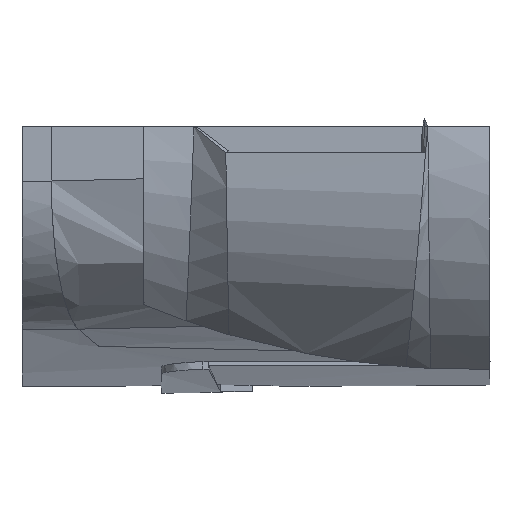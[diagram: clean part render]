
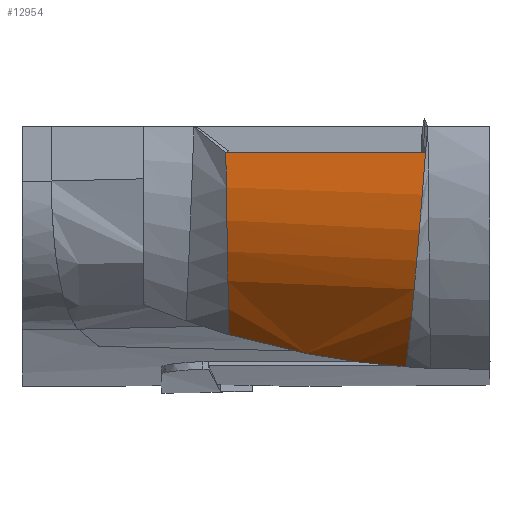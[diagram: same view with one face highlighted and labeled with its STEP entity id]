
A CAD part, left-side view. The second image highlights one B-rep face of the part: STEP entity #12954.
In plain terms, the highlighted free-form (B-spline) face has degree [3, 3] with [4, 7] control points.
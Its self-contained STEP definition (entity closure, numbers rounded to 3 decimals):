
#240 = CARTESIAN_POINT ( 'NONE',  ( -958.498, 1611.792, -74.547 ) ) ;
#379 = CARTESIAN_POINT ( 'NONE',  ( -1099.339, 1689.954, 93.142 ) ) ;
#383 = CARTESIAN_POINT ( 'NONE',  ( -937.385, 1454.391, -94.695 ) ) ;
#598 = CARTESIAN_POINT ( 'NONE',  ( -1098.422, 1428.786, 187.043 ) ) ;
#678 = CARTESIAN_POINT ( 'NONE',  ( -1099.345, 1691.624, 93.329 ) ) ;
#816 = CARTESIAN_POINT ( 'NONE',  ( -1098.422, 1428.786, 187.043 ) ) ;
#831 = CARTESIAN_POINT ( 'NONE',  ( -1057.535, 1690.151, 13.668 ) ) ;
#980 = CARTESIAN_POINT ( 'NONE',  ( -1049.008, 1528.234, -14.78 ) ) ;
#2147 = CARTESIAN_POINT ( 'NONE',  ( -1098.423, 1603.825, 187.044 ) ) ;
#2635 = CARTESIAN_POINT ( 'NONE',  ( -946.724, 1534.199, -88.651 ) ) ;
#2746 = EDGE_CURVE ( 'NONE', #3997, #26975, #4085, .T. ) ;
#2784 = CARTESIAN_POINT ( 'NONE',  ( -1052.409, 1609.136, -3.41 ) ) ;
#3997 = VERTEX_POINT ( 'NONE', #19771 ) ;
#4085 = B_SPLINE_CURVE_WITH_KNOTS ( 'NONE', 3,
 ( #14506, #5139, #17078, #7852 ),
 .UNSPECIFIED., .F., .F.,
 ( 4, 4 ),
 ( 0., 1. ),
 .UNSPECIFIED. ) ;
#4766 = CARTESIAN_POINT ( 'NONE',  ( -972.708, 1687.171, -52.382 ) ) ;
#5055 = CARTESIAN_POINT ( 'NONE',  ( -1098.423, 1603.825, 187.044 ) ) ;
#5117 = CARTESIAN_POINT ( 'NONE',  ( -1098.422, 1428.786, 187.043 ) ) ;
#5139 = CARTESIAN_POINT ( 'NONE',  ( -1099.339, 1689.954, 93.142 ) ) ;
#5357 = CARTESIAN_POINT ( 'NONE',  ( -1099.348, 1692.458, 93.422 ) ) ;
#5503 = CARTESIAN_POINT ( 'NONE',  ( -1099.574, 1522.269, 77.118 ) ) ;
#6260 = ORIENTED_EDGE ( 'NONE', *, *, #2746, .F. ) ;
#6822 = CARTESIAN_POINT ( 'NONE',  ( -1098.423, 1691.346, 187.044 ) ) ;
#7307 = CARTESIAN_POINT ( 'NONE',  ( -1047.23, 1445.855, -20.777 ) ) ;
#7469 = CARTESIAN_POINT ( 'NONE',  ( -972.992, 1688.678, -51.939 ) ) ;
#7852 = CARTESIAN_POINT ( 'NONE',  ( -972.708, 1687.171, -52.382 ) ) ;
#8069 = CARTESIAN_POINT ( 'NONE',  ( -972.708, 1687.171, -52.382 ) ) ;
#8930 = EDGE_CURVE ( 'NONE', #11310, #20873, #23815, .T. ) ;
#9455 = EDGE_LOOP ( 'NONE', ( #22291, #6260, #27464, #22733 ) ) ;
#9587 = CARTESIAN_POINT ( 'NONE',  ( -1098.423, 1692.221, 187.044 ) ) ;
#10024 = CARTESIAN_POINT ( 'NONE',  ( -1100.909, 1437.32, 73.136 ) ) ;
#10038 = CARTESIAN_POINT ( 'NONE',  ( -1057.485, 1689.357, 13.5 ) ) ;
#10184 = CARTESIAN_POINT ( 'NONE',  ( -973.135, 1689.432, -51.717 ) ) ;
#10547 = B_SPLINE_CURVE_WITH_KNOTS ( 'NONE', 3,
 ( #6822, #2147, #18021, #5117 ),
 .UNSPECIFIED., .F., .F.,
 ( 4, 4 ),
 ( -0.131, 0.131 ),
 .UNSPECIFIED. ) ;
#11310 = VERTEX_POINT ( 'NONE', #598 ) ;
#11848 = CARTESIAN_POINT ( 'NONE',  ( -1057.585, 1690.945, 13.835 ) ) ;
#12001 = CARTESIAN_POINT ( 'NONE',  ( -1098.423, 1516.305, 187.044 ) ) ;
#12954 = ADVANCED_FACE ( 'NONE', ( #16998 ), #13911, .T. ) ;
#13911 = B_SPLINE_SURFACE_WITH_KNOTS ( 'NONE', 3, 3, ( 
 ( #10184, #7469, #28034, #16696, #18965, #2635, #26067 ),
 ( #11848, #831, #10038, #14723, #2784, #980, #28488 ),
 ( #5357, #678, #28637, #379, #14574, #5503, #19116 ),
 ( #16547, #23953, #9587, #25766, #5055, #12001, #23501 ) ),
 .UNSPECIFIED., .F., .F., .F.,
 ( 4, 4 ),
 ( 4, 3, 4 ),
 ( 0., 1. ),
 ( 0.252, 0.257, 0.767 ),
 .UNSPECIFIED. ) ;
#14506 = CARTESIAN_POINT ( 'NONE',  ( -1098.423, 1691.346, 187.044 ) ) ;
#14574 = CARTESIAN_POINT ( 'NONE',  ( -1099.051, 1606.481, 83.787 ) ) ;
#14723 = CARTESIAN_POINT ( 'NONE',  ( -1057.434, 1688.562, 13.333 ) ) ;
#16533 = CARTESIAN_POINT ( 'NONE',  ( -937.385, 1454.391, -94.695 ) ) ;
#16547 = CARTESIAN_POINT ( 'NONE',  ( -1098.423, 1693.971, 187.044 ) ) ;
#16696 = CARTESIAN_POINT ( 'NONE',  ( -972.708, 1687.171, -52.382 ) ) ;
#16998 = FACE_OUTER_BOUND ( 'NONE', #9455, .T. ) ;
#17078 = CARTESIAN_POINT ( 'NONE',  ( -1057.434, 1688.562, 13.333 ) ) ;
#18021 = CARTESIAN_POINT ( 'NONE',  ( -1098.423, 1516.305, 187.044 ) ) ;
#18148 = EDGE_CURVE ( 'NONE', #3997, #11310, #10547, .T. ) ;
#18965 = CARTESIAN_POINT ( 'NONE',  ( -958.498, 1611.792, -74.547 ) ) ;
#19116 = CARTESIAN_POINT ( 'NONE',  ( -1100.909, 1437.32, 73.136 ) ) ;
#19771 = CARTESIAN_POINT ( 'NONE',  ( -1098.423, 1691.346, 187.044 ) ) ;
#20873 = VERTEX_POINT ( 'NONE', #22761 ) ;
#22291 = ORIENTED_EDGE ( 'NONE', *, *, #26818, .F. ) ;
#22733 = ORIENTED_EDGE ( 'NONE', *, *, #8930, .T. ) ;
#22761 = CARTESIAN_POINT ( 'NONE',  ( -937.385, 1454.391, -94.695 ) ) ;
#23501 = CARTESIAN_POINT ( 'NONE',  ( -1098.423, 1428.784, 187.044 ) ) ;
#23815 = B_SPLINE_CURVE_WITH_KNOTS ( 'NONE', 3,
 ( #816, #10024, #7307, #16533 ),
 .UNSPECIFIED., .F., .F.,
 ( 4, 4 ),
 ( 0., 1. ),
 .UNSPECIFIED. ) ;
#23953 = CARTESIAN_POINT ( 'NONE',  ( -1098.423, 1693.096, 187.044 ) ) ;
#24477 = B_SPLINE_CURVE_WITH_KNOTS ( 'NONE', 3,
 ( #4766, #240, #25921, #383 ),
 .UNSPECIFIED., .F., .F.,
 ( 4, 4 ),
 ( 0.257, 0.767 ),
 .UNSPECIFIED. ) ;
#25766 = CARTESIAN_POINT ( 'NONE',  ( -1098.423, 1691.346, 187.044 ) ) ;
#25921 = CARTESIAN_POINT ( 'NONE',  ( -946.724, 1534.199, -88.651 ) ) ;
#26067 = CARTESIAN_POINT ( 'NONE',  ( -937.385, 1454.391, -94.695 ) ) ;
#26818 = EDGE_CURVE ( 'NONE', #26975, #20873, #24477, .T. ) ;
#26975 = VERTEX_POINT ( 'NONE', #8069 ) ;
#27464 = ORIENTED_EDGE ( 'NONE', *, *, #18148, .T. ) ;
#28034 = CARTESIAN_POINT ( 'NONE',  ( -972.85, 1687.924, -52.16 ) ) ;
#28488 = CARTESIAN_POINT ( 'NONE',  ( -1047.23, 1445.855, -20.777 ) ) ;
#28637 = CARTESIAN_POINT ( 'NONE',  ( -1099.342, 1690.789, 93.235 ) ) ;
